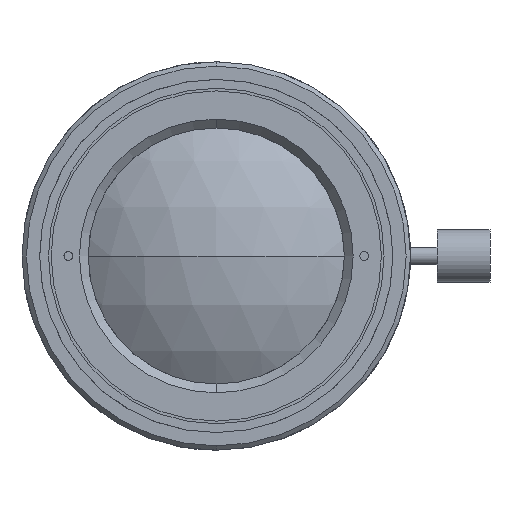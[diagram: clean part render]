
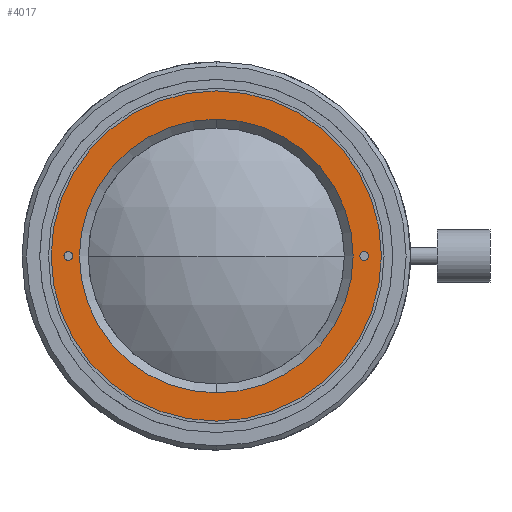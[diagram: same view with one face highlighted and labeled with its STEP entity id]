
A CAD part, left-side view. The second image highlights one B-rep face of the part: STEP entity #4017.
In plain terms, the highlighted planar face has unit normal (-1, 0, 0).
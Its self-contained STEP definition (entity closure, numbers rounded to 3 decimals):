
#339 = EDGE_LOOP ( 'NONE', ( #1493, #3758 ) ) ;
#343 = EDGE_CURVE ( 'NONE', #2852, #2698, #4217, .T. ) ;
#374 = CIRCLE ( 'NONE', #1988, 0.5 ) ;
#401 = EDGE_CURVE ( 'NONE', #2860, #4386, #748, .T. ) ;
#415 = EDGE_CURVE ( 'NONE', #1759, #4663, #3018, .T. ) ;
#504 = EDGE_CURVE ( 'NONE', #2396, #4054, #2762, .T. ) ;
#539 = DIRECTION ( 'NONE',  ( 1., 0., 0. ) ) ;
#575 = ORIENTED_EDGE ( 'NONE', *, *, #4517, .F. ) ;
#608 = AXIS2_PLACEMENT_3D ( 'NONE', #4650, #2234, #5057 ) ;
#748 = CIRCLE ( 'NONE', #608, 19. ) ;
#796 = EDGE_LOOP ( 'NONE', ( #3294, #3427 ) ) ;
#858 = EDGE_CURVE ( 'NONE', #4386, #2860, #3270, .T. ) ;
#1020 = CARTESIAN_POINT ( 'NONE',  ( -1.8, 0., 19. ) ) ;
#1042 = DIRECTION ( 'NONE',  ( -1., 0., 0. ) ) ;
#1063 = DIRECTION ( 'NONE',  ( -1., 0., 0. ) ) ;
#1121 = AXIS2_PLACEMENT_3D ( 'NONE', #4014, #1584, #4433 ) ;
#1166 = AXIS2_PLACEMENT_3D ( 'NONE', #3448, #1042, #3853 ) ;
#1209 = EDGE_LOOP ( 'NONE', ( #3168, #2161 ) ) ;
#1307 = CARTESIAN_POINT ( 'NONE',  ( -1.8, 0., -19. ) ) ;
#1341 = CARTESIAN_POINT ( 'NONE',  ( -1.8, 19., 0. ) ) ;
#1493 = ORIENTED_EDGE ( 'NONE', *, *, #401, .T. ) ;
#1584 = DIRECTION ( 'NONE',  ( -1., 0., 0. ) ) ;
#1659 = FACE_BOUND ( 'NONE', #796, .T. ) ;
#1759 = VERTEX_POINT ( 'NONE', #4287 ) ;
#1792 = DIRECTION ( 'NONE',  ( -1., 0., 0. ) ) ;
#1873 = EDGE_CURVE ( 'NONE', #4663, #1759, #4068, .T. ) ;
#1922 = DIRECTION ( 'NONE',  ( 1., 0., 0. ) ) ;
#1988 = AXIS2_PLACEMENT_3D ( 'NONE', #4230, #1792, #4632 ) ;
#2161 = ORIENTED_EDGE ( 'NONE', *, *, #415, .F. ) ;
#2226 = CARTESIAN_POINT ( 'NONE',  ( -1.8, 16.75, 0.5 ) ) ;
#2234 = DIRECTION ( 'NONE',  ( -1., 0., 0. ) ) ;
#2302 = CARTESIAN_POINT ( 'NONE',  ( -1.8, 16.75, 0. ) ) ;
#2396 = VERTEX_POINT ( 'NONE', #4449 ) ;
#2548 = DIRECTION ( 'NONE',  ( 0., 0., -1. ) ) ;
#2698 = VERTEX_POINT ( 'NONE', #3751 ) ;
#2709 = DIRECTION ( 'NONE',  ( 0., 0., 1. ) ) ;
#2762 = CIRCLE ( 'NONE', #2777, 15.5 ) ;
#2777 = AXIS2_PLACEMENT_3D ( 'NONE', #2961, #539, #3362 ) ;
#2852 = VERTEX_POINT ( 'NONE', #2226 ) ;
#2860 = VERTEX_POINT ( 'NONE', #1020 ) ;
#2894 = CIRCLE ( 'NONE', #4742, 15.5 ) ;
#2942 = PLANE ( 'NONE',  #3553 ) ;
#2961 = CARTESIAN_POINT ( 'NONE',  ( -1.8, 0., 0. ) ) ;
#2997 = FACE_OUTER_BOUND ( 'NONE', #339, .T. ) ;
#3018 = CIRCLE ( 'NONE', #1166, 0.5 ) ;
#3168 = ORIENTED_EDGE ( 'NONE', *, *, #1873, .F. ) ;
#3270 = CIRCLE ( 'NONE', #3487, 19. ) ;
#3294 = ORIENTED_EDGE ( 'NONE', *, *, #504, .T. ) ;
#3362 = DIRECTION ( 'NONE',  ( 0., 0., -1. ) ) ;
#3427 = ORIENTED_EDGE ( 'NONE', *, *, #4931, .T. ) ;
#3448 = CARTESIAN_POINT ( 'NONE',  ( -1.8, -16.75, 0. ) ) ;
#3471 = CARTESIAN_POINT ( 'NONE',  ( -1.8, 0., 0. ) ) ;
#3487 = AXIS2_PLACEMENT_3D ( 'NONE', #3471, #1063, #3875 ) ;
#3553 = AXIS2_PLACEMENT_3D ( 'NONE', #1341, #4969, #2548 ) ;
#3613 = EDGE_LOOP ( 'NONE', ( #4614, #575 ) ) ;
#3751 = CARTESIAN_POINT ( 'NONE',  ( -1.8, 16.75, -0.5 ) ) ;
#3758 = ORIENTED_EDGE ( 'NONE', *, *, #858, .T. ) ;
#3813 = FACE_BOUND ( 'NONE', #1209, .T. ) ;
#3853 = DIRECTION ( 'NONE',  ( 0., 0., 1. ) ) ;
#3875 = DIRECTION ( 'NONE',  ( 0., 0., 1. ) ) ;
#4014 = CARTESIAN_POINT ( 'NONE',  ( -1.8, -16.75, 0. ) ) ;
#4017 = ADVANCED_FACE ( 'NONE', ( #1659, #3813, #4892, #2997 ), #2942, .F. ) ;
#4054 = VERTEX_POINT ( 'NONE', #4197 ) ;
#4068 = CIRCLE ( 'NONE', #1121, 0.5 ) ;
#4197 = CARTESIAN_POINT ( 'NONE',  ( -1.8, 0., -15.5 ) ) ;
#4217 = CIRCLE ( 'NONE', #4232, 0.5 ) ;
#4230 = CARTESIAN_POINT ( 'NONE',  ( -1.8, 16.75, 0. ) ) ;
#4232 = AXIS2_PLACEMENT_3D ( 'NONE', #2302, #5133, #2709 ) ;
#4287 = CARTESIAN_POINT ( 'NONE',  ( -1.8, -16.75, -0.5 ) ) ;
#4360 = CARTESIAN_POINT ( 'NONE',  ( -1.8, 0., 0. ) ) ;
#4386 = VERTEX_POINT ( 'NONE', #1307 ) ;
#4433 = DIRECTION ( 'NONE',  ( 0., 0., 1. ) ) ;
#4449 = CARTESIAN_POINT ( 'NONE',  ( -1.8, 0., 15.5 ) ) ;
#4517 = EDGE_CURVE ( 'NONE', #2698, #2852, #374, .T. ) ;
#4614 = ORIENTED_EDGE ( 'NONE', *, *, #343, .F. ) ;
#4632 = DIRECTION ( 'NONE',  ( 0., 0., 1. ) ) ;
#4650 = CARTESIAN_POINT ( 'NONE',  ( -1.8, 0., 0. ) ) ;
#4663 = VERTEX_POINT ( 'NONE', #5166 ) ;
#4742 = AXIS2_PLACEMENT_3D ( 'NONE', #4360, #1922, #4764 ) ;
#4764 = DIRECTION ( 'NONE',  ( 0., 0., -1. ) ) ;
#4892 = FACE_BOUND ( 'NONE', #3613, .T. ) ;
#4931 = EDGE_CURVE ( 'NONE', #4054, #2396, #2894, .T. ) ;
#4969 = DIRECTION ( 'NONE',  ( 1., 0., 0. ) ) ;
#5057 = DIRECTION ( 'NONE',  ( 0., 0., 1. ) ) ;
#5133 = DIRECTION ( 'NONE',  ( -1., 0., 0. ) ) ;
#5166 = CARTESIAN_POINT ( 'NONE',  ( -1.8, -16.75, 0.5 ) ) ;
